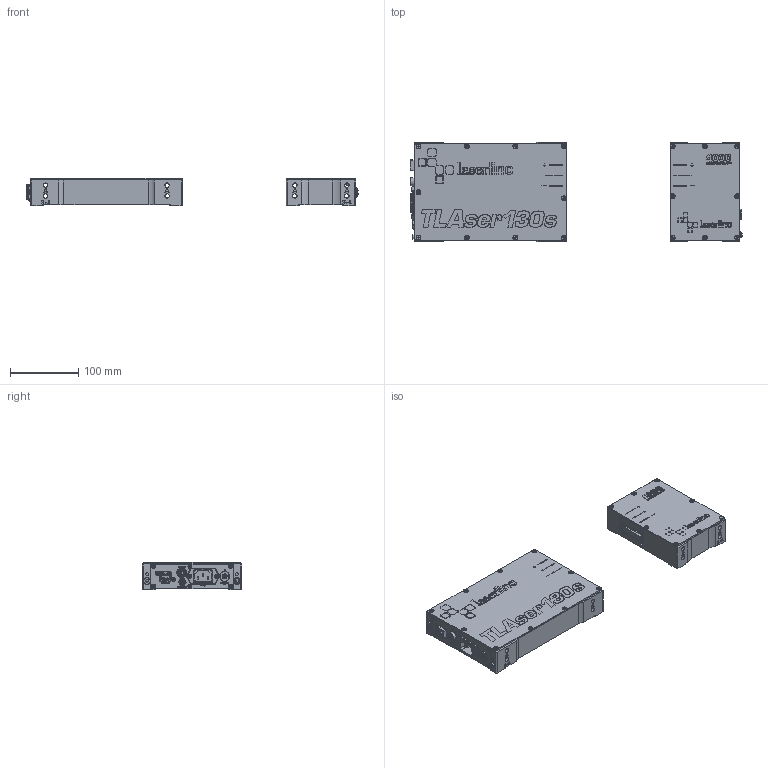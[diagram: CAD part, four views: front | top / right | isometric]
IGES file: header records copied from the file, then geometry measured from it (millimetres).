
Start section: SolidWorks IGES file using analytic representation for surfaces
Global section: file name: 00130-01 TLAser130s Micrometer.IGS; native system: SolidWorks 2013; preprocessor: SolidWorks 2013; author: Mark; date: 131108.112117; units: inch
Bounding box: 486.42 x 146.05 x 39.9 mm (x, y, z)
Surface area: 211068.2 mm2 (no closed solid volume)
Topology: 0 solids, 0 shells, 1776 faces, 33853 edges, 33784 vertices
Faces by surface type: bspline 1215, revolution 561
